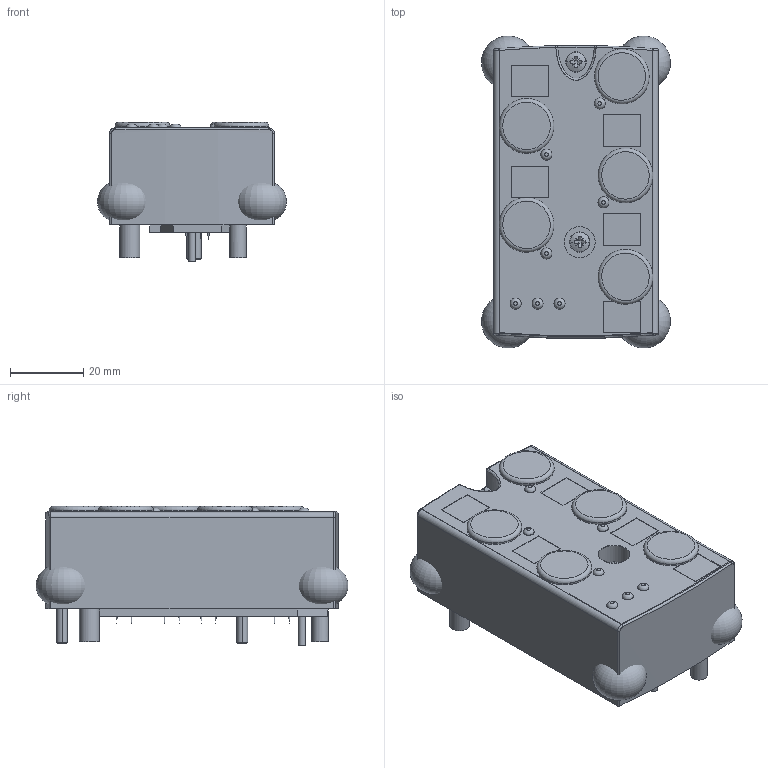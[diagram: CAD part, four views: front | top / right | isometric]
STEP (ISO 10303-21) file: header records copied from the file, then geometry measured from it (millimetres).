
FILE_DESCRIPTION(/* description */ ('Alibre Inc.'),/* implementation_level */ '2;1');
FILE_NAME(/* name */ 'export-8D39C6DF-EB6C-43CD-9FCD-6CD866A908B7',/* time_stamp */ '2021-02-22T09:36:30+01:00',/* author */ (''),/* organization */ (''),/* preprocessor_version */ 'ST-DEVELOPER v17',/* originating_system */ 'Alibre',/* authorisation */ '');
FILE_SCHEMA (('AUTOMOTIVE_DESIGN'));
Length unit declared in the file: centimetre
Products named in the file (8): BENE INOX | 210216-3X30
Bounding box: 51.61 x 85.17 x 38 mm (x, y, z)
Volume: 103992.4 mm3; surface area: 34803.5 mm2
Topology: 25 solids, 27 shells, 593 faces, 1453 edges, 949 vertices
Faces by surface type: plane 264, cylinder 205, cone 65, torus 44, bspline 8, sphere 6, extrusion 1
Full cylindrical faces by diameter (mm): 2 x1, 3 x18, 3.02 x7, 3.5 x2, 4.5 x1, 5.5 x1, 6 x4, 8 x5, 8.5 x2, 12 x10, 12.02 x5, 14.96 x5
Entity records: 10541 total; most frequent: CARTESIAN_POINT 3227, DIRECTION 1392, ORIENTED_EDGE 1314, EDGE_CURVE 657, AXIS2_PLACEMENT_3D 611, VERTEX_POINT 480, FACE_BOUND 453, EDGE_LOOP 437
